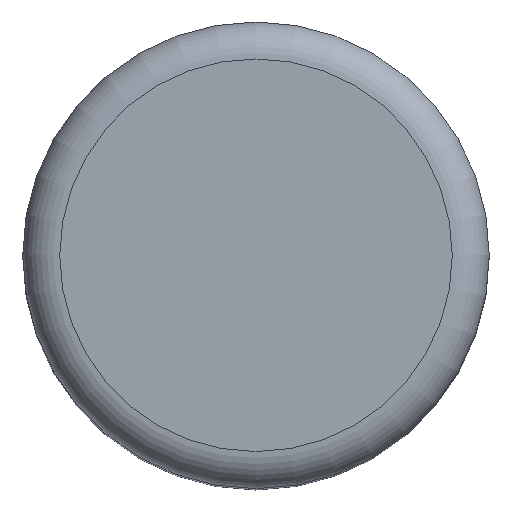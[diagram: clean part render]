
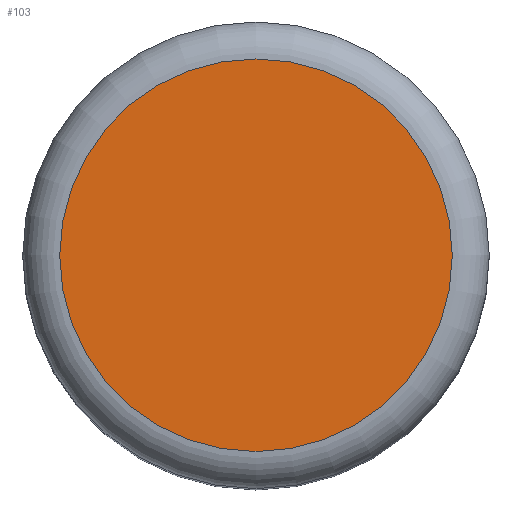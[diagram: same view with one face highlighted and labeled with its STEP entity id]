
A CAD part, top view. The second image highlights one B-rep face of the part: STEP entity #103.
In plain terms, the highlighted planar face has unit normal (0, 0, 1).
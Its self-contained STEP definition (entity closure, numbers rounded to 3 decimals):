
#33=FACE_OUTER_BOUND('',#41,.T.);
#41=EDGE_LOOP('',(#89));
#49=CIRCLE('',#128,2.65);
#57=VERTEX_POINT('',#188);
#66=EDGE_CURVE('',#57,#57,#49,.T.);
#89=ORIENTED_EDGE('',*,*,#66,.F.);
#95=PLANE('',#133);
#103=ADVANCED_FACE('',(#33),#95,.T.);
#128=AXIS2_PLACEMENT_3D('',#189,#157,#158);
#133=AXIS2_PLACEMENT_3D('',#197,#168,#169);
#157=DIRECTION('center_axis',(0.,0.,-1.));
#158=DIRECTION('ref_axis',(1.,0.,0.));
#168=DIRECTION('center_axis',(0.,0.,1.));
#169=DIRECTION('ref_axis',(1.,0.,0.));
#188=CARTESIAN_POINT('',(-2.65,0.,11.));
#189=CARTESIAN_POINT('Origin',(0.,0.,11.));
#197=CARTESIAN_POINT('Origin',(0.,0.,11.));
